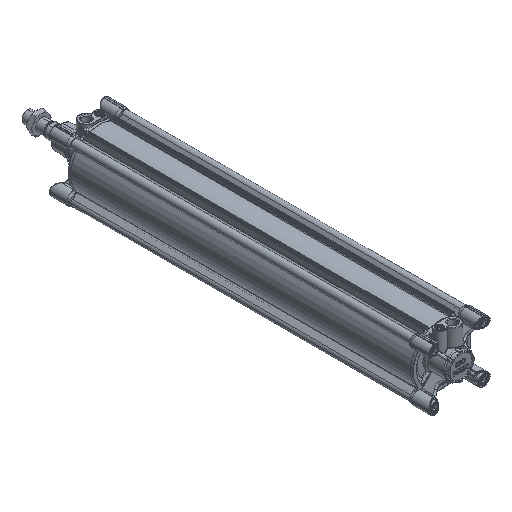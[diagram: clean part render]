
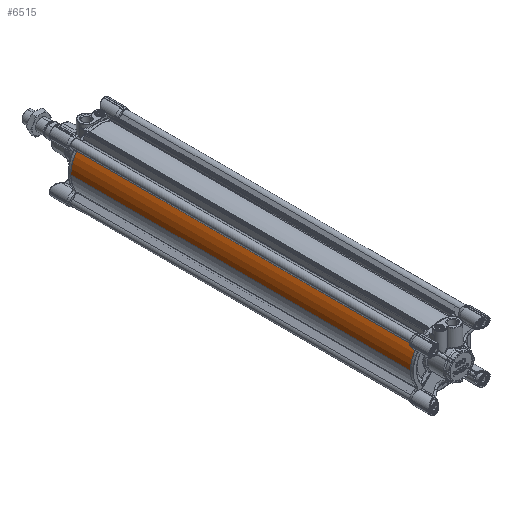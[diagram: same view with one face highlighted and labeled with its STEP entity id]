
A CAD part, isometric view. The second image highlights one B-rep face of the part: STEP entity #6515.
In plain terms, the highlighted cylindrical face has radius 65.5 mm (diameter 131 mm), a partial arc.
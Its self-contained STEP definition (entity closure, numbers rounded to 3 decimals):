
#6515 = ADVANCED_FACE ( 'NONE', ( #38705 ), #59222, .T. ) ;
#8771 = CARTESIAN_POINT ( 'NONE',  ( -51.346, 745., 40.668 ) ) ;
#9757 = LINE ( 'NONE', #128991, #111918 ) ;
#17459 = ORIENTED_EDGE ( 'NONE', *, *, #57844, .T. ) ;
#18397 = VERTEX_POINT ( 'NONE', #86521 ) ;
#24759 = VERTEX_POINT ( 'NONE', #52405 ) ;
#27328 = EDGE_CURVE ( 'NONE', #18397, #24759, #139270, .T. ) ;
#29657 = VERTEX_POINT ( 'NONE', #74865 ) ;
#37302 = DIRECTION ( 'NONE',  ( -1., 0., 0. ) ) ;
#38705 = FACE_OUTER_BOUND ( 'NONE', #83909, .T. ) ;
#39887 = VERTEX_POINT ( 'NONE', #138015 ) ;
#40596 = AXIS2_PLACEMENT_3D ( 'NONE', #119996, #86168, #78357 ) ;
#42620 = DIRECTION ( 'NONE',  ( 0., 1., 0. ) ) ;
#43908 = CIRCLE ( 'NONE', #120568, 65.5 ) ;
#47411 = ORIENTED_EDGE ( 'NONE', *, *, #27328, .T. ) ;
#52405 = CARTESIAN_POINT ( 'NONE',  ( -51.346, 815., 40.668 ) ) ;
#57811 = CARTESIAN_POINT ( 'NONE',  ( 0., 745., 0. ) ) ;
#57844 = EDGE_CURVE ( 'NONE', #24759, #29657, #43908, .T. ) ;
#59222 = CYLINDRICAL_SURFACE ( 'NONE', #83085, 65.5 ) ;
#63264 = CARTESIAN_POINT ( 'NONE',  ( 0., 815., 0. ) ) ;
#64054 = ORIENTED_EDGE ( 'NONE', *, *, #108360, .F. ) ;
#73830 = DIRECTION ( 'NONE',  ( 0., -1., 0. ) ) ;
#74865 = CARTESIAN_POINT ( 'NONE',  ( -65.5, 815., 0. ) ) ;
#78357 = DIRECTION ( 'NONE',  ( 1., 0., 0. ) ) ;
#83085 = AXIS2_PLACEMENT_3D ( 'NONE', #57811, #114184, #37302 ) ;
#83909 = EDGE_LOOP ( 'NONE', ( #64054, #134909, #47411, #17459 ) ) ;
#86168 = DIRECTION ( 'NONE',  ( 0., -1., 0. ) ) ;
#86521 = CARTESIAN_POINT ( 'NONE',  ( -51.346, 45., 40.668 ) ) ;
#87077 = EDGE_CURVE ( 'NONE', #18397, #39887, #108175, .T. ) ;
#96307 = VECTOR ( 'NONE', #42620, 1000. ) ;
#106279 = DIRECTION ( 'NONE',  ( 1., 0., 0. ) ) ;
#108175 = CIRCLE ( 'NONE', #40596, 65.5 ) ;
#108360 = EDGE_CURVE ( 'NONE', #39887, #29657, #9757, .T. ) ;
#111918 = VECTOR ( 'NONE', #138848, 1000. ) ;
#114184 = DIRECTION ( 'NONE',  ( 0., 1., 0. ) ) ;
#119996 = CARTESIAN_POINT ( 'NONE',  ( 0., 45., 0. ) ) ;
#120568 = AXIS2_PLACEMENT_3D ( 'NONE', #63264, #73830, #106279 ) ;
#128991 = CARTESIAN_POINT ( 'NONE',  ( -65.5, 745., 0. ) ) ;
#134909 = ORIENTED_EDGE ( 'NONE', *, *, #87077, .F. ) ;
#138015 = CARTESIAN_POINT ( 'NONE',  ( -65.5, 45., 0. ) ) ;
#138848 = DIRECTION ( 'NONE',  ( 0., 1., 0. ) ) ;
#139270 = LINE ( 'NONE', #8771, #96307 ) ;
